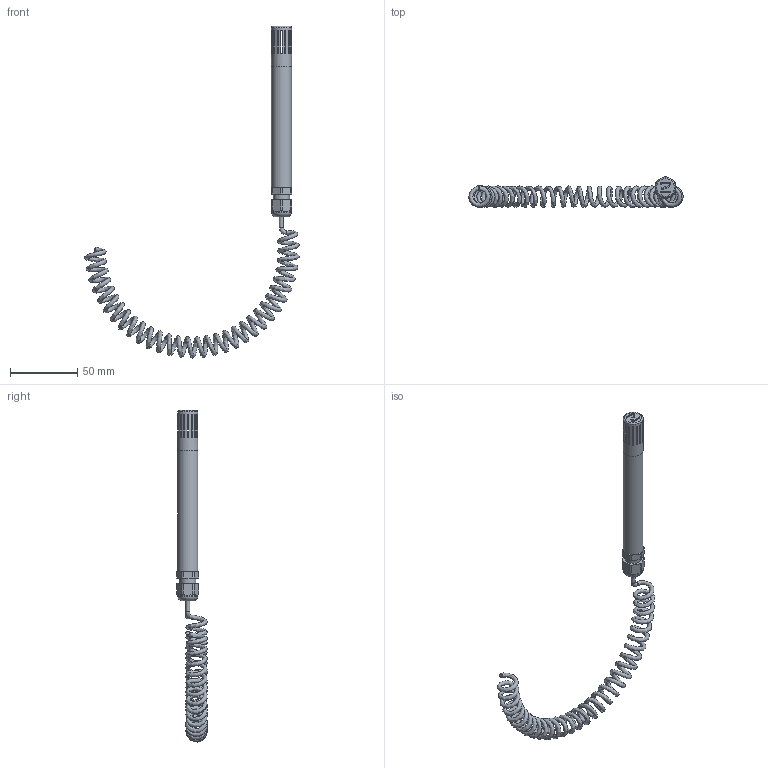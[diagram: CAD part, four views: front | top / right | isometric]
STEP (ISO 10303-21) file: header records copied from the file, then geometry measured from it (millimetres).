
FILE_DESCRIPTION(/* description */ (''),/* implementation_level */ '2;1');
FILE_NAME(/* name */ 'Pi-x0F0Sxx.step',/* time_stamp */ '2021-08-02T08:52:26+02:00',/* author */ (''),/* organization */ (''),/* preprocessor_version */ 'ST-DEVELOPER v18.1',/* originating_system */ 'Autodesk Translation Framework v10.9.0.1377',/* authorisation */ '');
FILE_SCHEMA (('AUTOMOTIVE_DESIGN { 1 0 10303 214 3 1 1 }'));
Length unit declared in the file: millimetre
Products named in the file (6): Pi-x0F0Sxx; Pi-xxx0S; M12_dlawnica; Przewod spiralny; Component3; Filtr_R3
Assembly tree (5 placements, depth 4):
  Pi-x0F0Sxx
    Pi-xxx0S
      M12_dlawnica
      Przewod spiralny
        Component3
    Filtr_R3
Bounding box: 159.74 x 22.79 x 247.56 mm (x, y, z)
Volume: 20613.7 mm3; surface area: 26256.9 mm2
Topology: 8 solids, 8 shells, 183 faces, 513 edges, 336 vertices
Faces by surface type: plane 106, cylinder 38, bspline 17, cone 16, torus 6
Full cylindrical faces by diameter (mm): 3 x2, 4 x1, 5.5 x1, 9.957 x1, 10.526 x5, 12 x3, 12.203 x5, 15 x3
Entity records: 14875 total; most frequent: CARTESIAN_POINT 10067, ORIENTED_EDGE 1026, DIRECTION 940, EDGE_CURVE 513, VERTEX_POINT 336, AXIS2_PLACEMENT_3D 333, LINE 274, VECTOR 274
